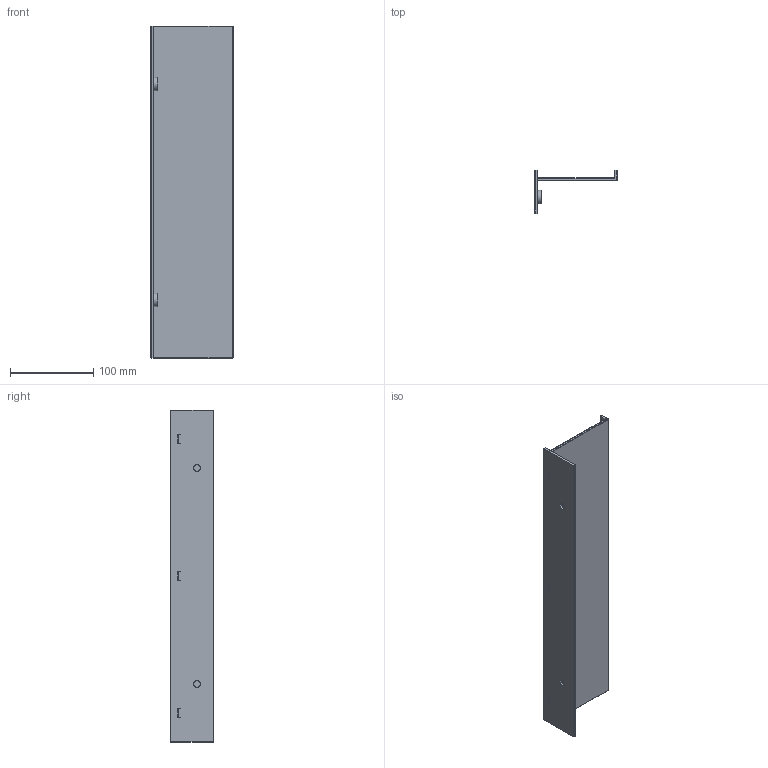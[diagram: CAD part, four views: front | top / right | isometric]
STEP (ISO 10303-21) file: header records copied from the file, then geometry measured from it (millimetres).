
FILE_DESCRIPTION(/* description */ ('Unknown'),/* implementation_level */ '2;1');
FILE_NAME(/* name */ 'GTA40-00',/* time_stamp */ '2026-03-16T12:17:44+01:00',/* author */ ('Unknown'),/* organization */ ('Unknown'),/* preprocessor_version */ 'ST-DEVELOPER v20',/* originating_system */ 'Solid Edge',/* authorisation */ 'Unknown');
FILE_SCHEMA (('AUTOMOTIVE_DESIGN {1 0 10303 214 3 1 1}'));
Length unit declared in the file: millimetre
Products named in the file (5): hotbath mensola 40; mensola 40 cm; kit_oa_0; coprivite; kit_oa_1
Assembly tree (5 placements, depth 3):
  hotbath mensola 40
    mensola 40 cm
    kit_oa_0
      coprivite
    kit_oa_1
      coprivite
Bounding box: 99 x 52 x 400 mm (x, y, z)
Volume: 189362.2 mm3; surface area: 130370.6 mm2
Topology: 3 solids, 3 shells, 144 faces, 359 edges, 194 vertices
Faces by surface type: cylinder 63, plane 51, sphere 14, torus 10, bspline 4, cone 2
Full cylindrical faces by diameter (mm): 8 x2, 8.917 x2, 16 x2
Entity records: 5052 total; most frequent: CARTESIAN_POINT 1917, DIRECTION 665, ORIENTED_EDGE 606, EDGE_CURVE 303, AXIS2_PLACEMENT_3D 236, LINE 193, VECTOR 193, VERTEX_POINT 172
